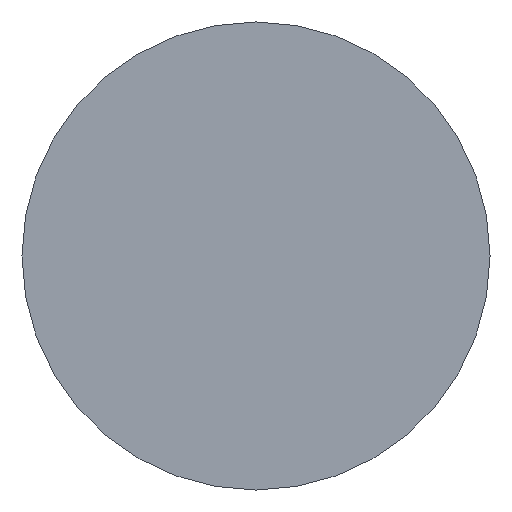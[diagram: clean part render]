
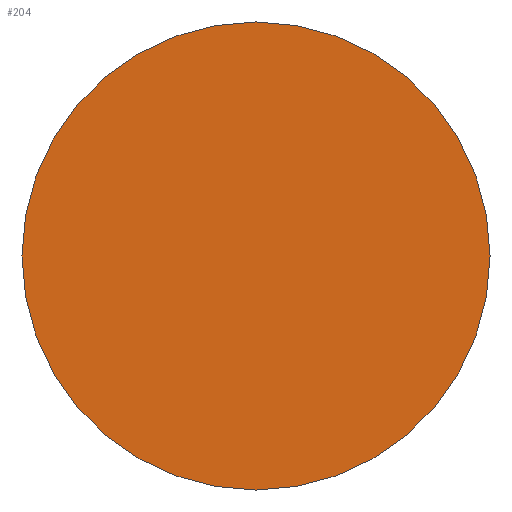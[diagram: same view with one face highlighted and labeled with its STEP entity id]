
A CAD part, front view. The second image highlights one B-rep face of the part: STEP entity #204.
In plain terms, the highlighted planar face has unit normal (0, -1, 0).
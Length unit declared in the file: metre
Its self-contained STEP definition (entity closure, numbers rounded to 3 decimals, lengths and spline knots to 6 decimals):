
#18=CIRCLE('',#232,0.00866);
#69=ORIENTED_EDGE('',*,*,#94,.T.);
#94=EDGE_CURVE('',#107,#107,#18,.T.);
#107=VERTEX_POINT('',#350);
#159=EDGE_LOOP('',(#69));
#175=FACE_BOUND('',#159,.T.);
#189=PLANE('',#239);
#204=ADVANCED_FACE('',(#175),#189,.T.);
#232=AXIS2_PLACEMENT_3D('',#349,#288,#289);
#239=AXIS2_PLACEMENT_3D('',#357,#302,#303);
#288=DIRECTION('',(0.,-1.,0.));
#289=DIRECTION('',(0.,0.,-1.));
#302=DIRECTION('',(0.,-1.,0.));
#303=DIRECTION('',(1.,0.,0.));
#349=CARTESIAN_POINT('',(0.,0.,0.));
#350=CARTESIAN_POINT('',(0.,0.,-0.00866));
#357=CARTESIAN_POINT('',(0.,0.,-0.0254));
